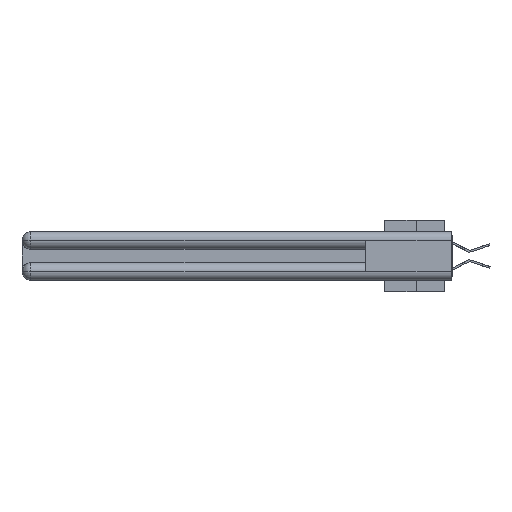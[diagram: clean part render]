
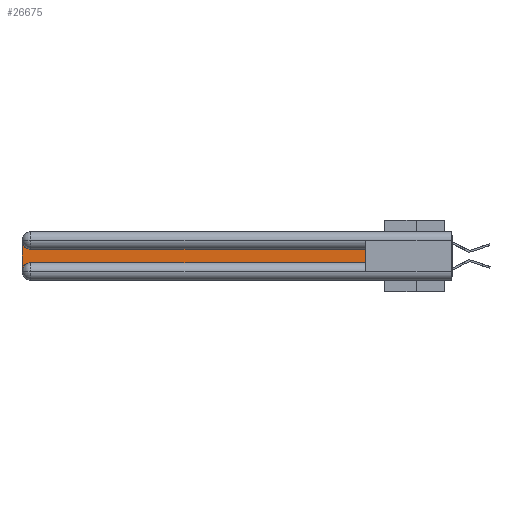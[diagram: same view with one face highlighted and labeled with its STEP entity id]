
A CAD part, left-side view. The second image highlights one B-rep face of the part: STEP entity #26675.
In plain terms, the highlighted planar face has unit normal (-1, 0, 0).
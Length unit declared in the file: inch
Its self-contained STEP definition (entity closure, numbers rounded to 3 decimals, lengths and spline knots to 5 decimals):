
#30 = CIRCLE ( 'NONE', #6817, 0.06 ) ;
#436 = DIRECTION ( 'NONE',  ( 0., 1., 0. ) ) ;
#853 = FACE_OUTER_BOUND ( 'NONE', #24455, .T. ) ;
#923 = LINE ( 'NONE', #26691, #28140 ) ;
#1281 = DIRECTION ( 'NONE',  ( 0., 0., -1. ) ) ;
#1494 = DIRECTION ( 'NONE',  ( 0., 0., -1. ) ) ;
#3800 = CARTESIAN_POINT ( 'NONE',  ( 0.075, 3., -0.2775 ) ) ;
#3883 = EDGE_CURVE ( 'NONE', #19090, #40674, #923, .T. ) ;
#3981 = CARTESIAN_POINT ( 'NONE',  ( 0.075, 0.6, -0.1225 ) ) ;
#4264 = DIRECTION ( 'NONE',  ( 1., 0., 0. ) ) ;
#5422 = ORIENTED_EDGE ( 'NONE', *, *, #41244, .T. ) ;
#6122 = CARTESIAN_POINT ( 'NONE',  ( 0.075, 2.94, -0.1225 ) ) ;
#6343 = EDGE_CURVE ( 'NONE', #38407, #10717, #34951, .T. ) ;
#6683 = DIRECTION ( 'NONE',  ( 0., -1., 0. ) ) ;
#6817 = AXIS2_PLACEMENT_3D ( 'NONE', #18069, #24860, #18259 ) ;
#7027 = ORIENTED_EDGE ( 'NONE', *, *, #3883, .T. ) ;
#7832 = VECTOR ( 'NONE', #436, 39.37008 ) ;
#7849 = VERTEX_POINT ( 'NONE', #3981 ) ;
#10435 = CARTESIAN_POINT ( 'NONE',  ( 0.075, 0.6, -0.1225 ) ) ;
#10717 = VERTEX_POINT ( 'NONE', #27585 ) ;
#12293 = DIRECTION ( 'NONE',  ( 0., 0., -1. ) ) ;
#14538 = ORIENTED_EDGE ( 'NONE', *, *, #32908, .T. ) ;
#15080 = DIRECTION ( 'NONE',  ( 1., 0., 0. ) ) ;
#15563 = ORIENTED_EDGE ( 'NONE', *, *, #31676, .T. ) ;
#16632 = PLANE ( 'NONE',  #21975 ) ;
#16850 = CARTESIAN_POINT ( 'NONE',  ( 0.075, 3., -0.2175 ) ) ;
#18069 = CARTESIAN_POINT ( 'NONE',  ( 0.075, 2.94, -0.2775 ) ) ;
#18259 = DIRECTION ( 'NONE',  ( 0., 0., -1. ) ) ;
#19090 = VERTEX_POINT ( 'NONE', #25792 ) ;
#21975 = AXIS2_PLACEMENT_3D ( 'NONE', #36621, #4264, #1281 ) ;
#22246 = VECTOR ( 'NONE', #33409, 39.37008 ) ;
#23051 = CARTESIAN_POINT ( 'NONE',  ( 0.075, 0.6, -0.2175 ) ) ;
#23859 = CARTESIAN_POINT ( 'NONE',  ( 0.075, 0.6, -0.2175 ) ) ;
#24455 = EDGE_LOOP ( 'NONE', ( #5422, #37127, #14538, #25898, #7027, #15563 ) ) ;
#24860 = DIRECTION ( 'NONE',  ( 1., 0., 0. ) ) ;
#25792 = CARTESIAN_POINT ( 'NONE',  ( 0.075, 2.94, -0.2175 ) ) ;
#25898 = ORIENTED_EDGE ( 'NONE', *, *, #35303, .T. ) ;
#26675 = ADVANCED_FACE ( 'NONE', ( #853 ), #16632, .F. ) ;
#26691 = CARTESIAN_POINT ( 'NONE',  ( 0.075, 0.6, -0.2175 ) ) ;
#27075 = VERTEX_POINT ( 'NONE', #3800 ) ;
#27585 = CARTESIAN_POINT ( 'NONE',  ( 0.075, 3., -0.0625 ) ) ;
#28140 = VECTOR ( 'NONE', #6683, 39.37008 ) ;
#30483 = VECTOR ( 'NONE', #1494, 39.37008 ) ;
#30871 = AXIS2_PLACEMENT_3D ( 'NONE', #32291, #15080, #12293 ) ;
#31676 = EDGE_CURVE ( 'NONE', #40674, #7849, #39821, .T. ) ;
#32291 = CARTESIAN_POINT ( 'NONE',  ( 0.075, 2.94, -0.0625 ) ) ;
#32908 = EDGE_CURVE ( 'NONE', #10717, #27075, #33004, .T. ) ;
#33004 = LINE ( 'NONE', #16850, #30483 ) ;
#33409 = DIRECTION ( 'NONE',  ( 0., 0., 1. ) ) ;
#33623 = LINE ( 'NONE', #10435, #7832 ) ;
#34951 = CIRCLE ( 'NONE', #30871, 0.06 ) ;
#35303 = EDGE_CURVE ( 'NONE', #27075, #19090, #30, .T. ) ;
#36621 = CARTESIAN_POINT ( 'NONE',  ( 0.075, 3., -0.1225 ) ) ;
#37127 = ORIENTED_EDGE ( 'NONE', *, *, #6343, .T. ) ;
#38407 = VERTEX_POINT ( 'NONE', #6122 ) ;
#39821 = LINE ( 'NONE', #23859, #22246 ) ;
#40674 = VERTEX_POINT ( 'NONE', #23051 ) ;
#41244 = EDGE_CURVE ( 'NONE', #7849, #38407, #33623, .T. ) ;
